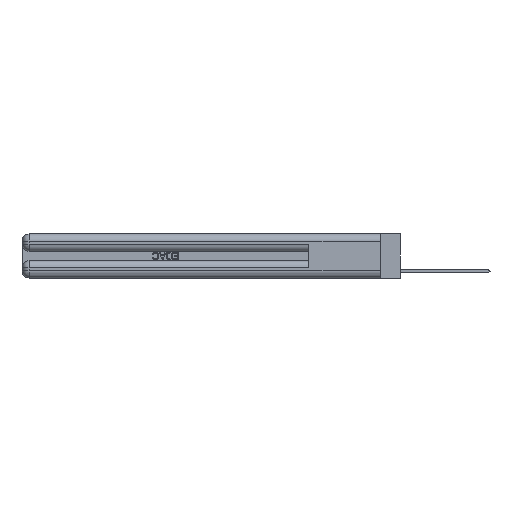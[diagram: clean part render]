
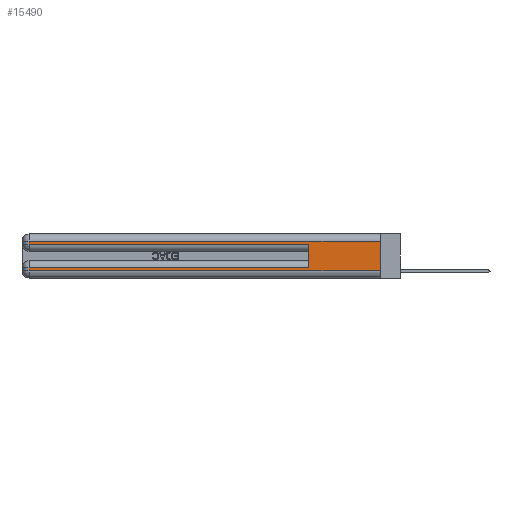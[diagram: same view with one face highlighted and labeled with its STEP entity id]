
A CAD part, left-side view. The second image highlights one B-rep face of the part: STEP entity #15490.
In plain terms, the highlighted planar face has unit normal (-1, 0, 0).
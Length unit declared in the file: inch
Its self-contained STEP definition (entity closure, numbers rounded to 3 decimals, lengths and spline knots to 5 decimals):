
#730 = CARTESIAN_POINT ( 'NONE',  ( 0., 0.6, 0.285 ) ) ;
#909 = CARTESIAN_POINT ( 'NONE',  ( 0., 0., 0.085 ) ) ;
#1116 = VERTEX_POINT ( 'NONE', #22531 ) ;
#1160 = EDGE_CURVE ( 'NONE', #12009, #26034, #30709, .T. ) ;
#1728 = VECTOR ( 'NONE', #20217, 39.37008 ) ;
#2224 = PLANE ( 'NONE',  #15829 ) ;
#2403 = LINE ( 'NONE', #7558, #29711 ) ;
#2548 = CARTESIAN_POINT ( 'NONE',  ( 0., 2.94, 0.285 ) ) ;
#2913 = LINE ( 'NONE', #30622, #14642 ) ;
#3685 = LINE ( 'NONE', #7297, #21131 ) ;
#3766 = CARTESIAN_POINT ( 'NONE',  ( 0., 0.6, 0.145 ) ) ;
#4763 = EDGE_CURVE ( 'NONE', #23385, #6468, #10421, .T. ) ;
#6245 = DIRECTION ( 'NONE',  ( 0., -1., 0. ) ) ;
#6468 = VERTEX_POINT ( 'NONE', #25724 ) ;
#6779 = DIRECTION ( 'NONE',  ( 0., 1., 0. ) ) ;
#7108 = VECTOR ( 'NONE', #17927, 39.37008 ) ;
#7284 = ORIENTED_EDGE ( 'NONE', *, *, #9566, .T. ) ;
#7297 = CARTESIAN_POINT ( 'NONE',  ( 0., 0., 0.37 ) ) ;
#7558 = CARTESIAN_POINT ( 'NONE',  ( 0., 0., 0.06 ) ) ;
#7706 = VERTEX_POINT ( 'NONE', #11470 ) ;
#8442 = EDGE_CURVE ( 'NONE', #19397, #26034, #10351, .T. ) ;
#8896 = CARTESIAN_POINT ( 'NONE',  ( 0., 0.6, 0.085 ) ) ;
#9566 = EDGE_CURVE ( 'NONE', #12009, #23385, #10296, .T. ) ;
#9839 = CARTESIAN_POINT ( 'NONE',  ( 0., 2.94, 0.085 ) ) ;
#10070 = DIRECTION ( 'NONE',  ( 0., -1., 0. ) ) ;
#10296 = LINE ( 'NONE', #909, #20583 ) ;
#10351 = LINE ( 'NONE', #23005, #24028 ) ;
#10421 = LINE ( 'NONE', #20114, #1728 ) ;
#10589 = VECTOR ( 'NONE', #27993, 39.37008 ) ;
#11470 = CARTESIAN_POINT ( 'NONE',  ( 0., 2.94, 0.31 ) ) ;
#12009 = VERTEX_POINT ( 'NONE', #8896 ) ;
#12686 = EDGE_CURVE ( 'NONE', #21141, #1116, #3685, .T. ) ;
#12726 = FACE_OUTER_BOUND ( 'NONE', #23216, .T. ) ;
#14479 = ORIENTED_EDGE ( 'NONE', *, *, #1160, .F. ) ;
#14642 = VECTOR ( 'NONE', #6779, 39.37008 ) ;
#15013 = ORIENTED_EDGE ( 'NONE', *, *, #26928, .T. ) ;
#15490 = ADVANCED_FACE ( 'NONE', ( #12726 ), #2224, .F. ) ;
#15829 = AXIS2_PLACEMENT_3D ( 'NONE', #30934, #28605, #20782 ) ;
#17927 = DIRECTION ( 'NONE',  ( 0., 0., -1. ) ) ;
#18649 = ORIENTED_EDGE ( 'NONE', *, *, #31082, .T. ) ;
#19397 = VERTEX_POINT ( 'NONE', #2548 ) ;
#19789 = ORIENTED_EDGE ( 'NONE', *, *, #20328, .T. ) ;
#20101 = DIRECTION ( 'NONE',  ( 0., 1., 0. ) ) ;
#20114 = CARTESIAN_POINT ( 'NONE',  ( 0., 2.94, 0.37 ) ) ;
#20134 = ORIENTED_EDGE ( 'NONE', *, *, #8442, .T. ) ;
#20217 = DIRECTION ( 'NONE',  ( 0., 0., -1. ) ) ;
#20254 = CARTESIAN_POINT ( 'NONE',  ( 0., 2.94, 0.37 ) ) ;
#20328 = EDGE_CURVE ( 'NONE', #7706, #19397, #21892, .T. ) ;
#20583 = VECTOR ( 'NONE', #20101, 39.37008 ) ;
#20782 = DIRECTION ( 'NONE',  ( 0., 0., -1. ) ) ;
#21131 = VECTOR ( 'NONE', #30268, 39.37008 ) ;
#21141 = VERTEX_POINT ( 'NONE', #23781 ) ;
#21892 = LINE ( 'NONE', #20254, #7108 ) ;
#22531 = CARTESIAN_POINT ( 'NONE',  ( 0., 0., 0.06 ) ) ;
#23005 = CARTESIAN_POINT ( 'NONE',  ( 0., 0., 0.285 ) ) ;
#23216 = EDGE_LOOP ( 'NONE', ( #28829, #18649, #19789, #20134, #14479, #7284, #25427, #15013 ) ) ;
#23385 = VERTEX_POINT ( 'NONE', #9839 ) ;
#23781 = CARTESIAN_POINT ( 'NONE',  ( 0., 0., 0.31 ) ) ;
#24028 = VECTOR ( 'NONE', #6245, 39.37008 ) ;
#25427 = ORIENTED_EDGE ( 'NONE', *, *, #4763, .T. ) ;
#25724 = CARTESIAN_POINT ( 'NONE',  ( 0., 2.94, 0.06 ) ) ;
#26034 = VERTEX_POINT ( 'NONE', #730 ) ;
#26928 = EDGE_CURVE ( 'NONE', #6468, #1116, #2403, .T. ) ;
#27993 = DIRECTION ( 'NONE',  ( 0., 0., 1. ) ) ;
#28605 = DIRECTION ( 'NONE',  ( 1., 0., 0. ) ) ;
#28829 = ORIENTED_EDGE ( 'NONE', *, *, #12686, .F. ) ;
#29711 = VECTOR ( 'NONE', #10070, 39.37008 ) ;
#30268 = DIRECTION ( 'NONE',  ( 0., 0., -1. ) ) ;
#30622 = CARTESIAN_POINT ( 'NONE',  ( 0., 0., 0.31 ) ) ;
#30709 = LINE ( 'NONE', #3766, #10589 ) ;
#30934 = CARTESIAN_POINT ( 'NONE',  ( 0., 0., 0.37 ) ) ;
#31082 = EDGE_CURVE ( 'NONE', #21141, #7706, #2913, .T. ) ;
